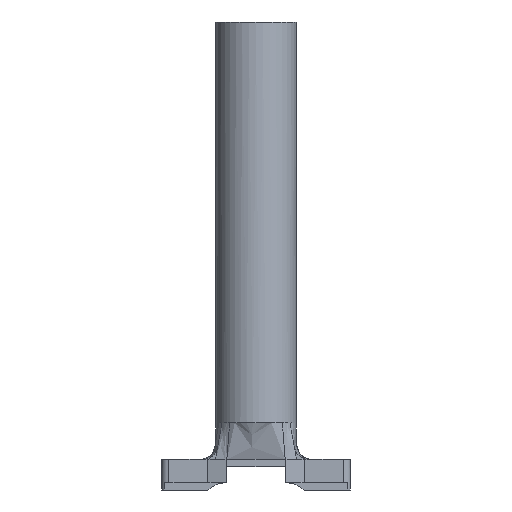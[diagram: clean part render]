
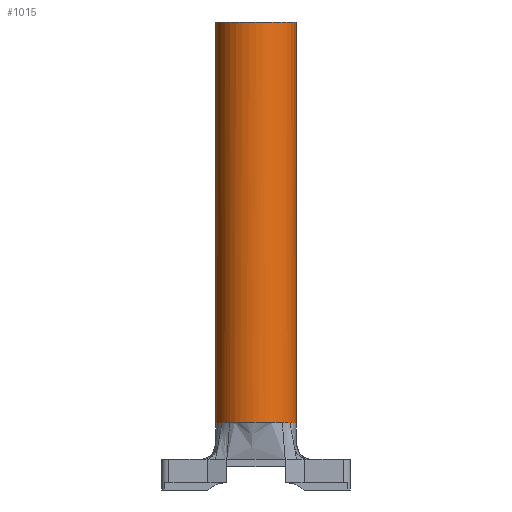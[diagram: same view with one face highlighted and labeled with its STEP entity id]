
A CAD part, front view. The second image highlights one B-rep face of the part: STEP entity #1015.
In plain terms, the highlighted cylindrical face has radius 5.556 mm (diameter 11.113 mm), a full revolution.
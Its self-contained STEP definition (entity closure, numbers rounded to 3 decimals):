
#113=FACE_OUTER_BOUND('',#171,.T.);
#171=EDGE_LOOP('',(#826,#827,#828,#829,#830,#831,#832,#833,#834,#835,#836,
#837,#838));
#263=LINE('',#1971,#355);
#355=VECTOR('',#1307,5.556);
#409=CIRCLE('',#1096,5.556);
#410=CIRCLE('',#1097,5.556);
#411=CIRCLE('',#1100,5.556);
#412=CIRCLE('',#1101,5.556);
#415=CIRCLE('',#1109,5.556);
#416=CIRCLE('',#1110,5.556);
#417=CIRCLE('',#1111,5.556);
#418=CIRCLE('',#1112,5.556);
#419=CIRCLE('',#1113,5.556);
#420=CIRCLE('',#1114,5.556);
#421=CIRCLE('',#1115,5.556);
#489=VERTEX_POINT('',#1801);
#490=VERTEX_POINT('',#1803);
#491=VERTEX_POINT('',#1805);
#497=VERTEX_POINT('',#1944);
#498=VERTEX_POINT('',#1946);
#499=VERTEX_POINT('',#1948);
#502=VERTEX_POINT('',#1969);
#503=VERTEX_POINT('',#1972);
#504=VERTEX_POINT('',#1974);
#505=VERTEX_POINT('',#1977);
#506=VERTEX_POINT('',#1979);
#606=EDGE_CURVE('',#489,#490,#409,.T.);
#607=EDGE_CURVE('',#490,#491,#410,.T.);
#619=EDGE_CURVE('',#497,#498,#411,.T.);
#620=EDGE_CURVE('',#498,#499,#412,.T.);
#630=EDGE_CURVE('',#502,#502,#415,.T.);
#631=EDGE_CURVE('',#502,#498,#263,.T.);
#632=EDGE_CURVE('',#503,#497,#416,.T.);
#633=EDGE_CURVE('',#504,#503,#417,.T.);
#634=EDGE_CURVE('',#491,#504,#418,.T.);
#635=EDGE_CURVE('',#505,#489,#419,.T.);
#636=EDGE_CURVE('',#506,#505,#420,.T.);
#637=EDGE_CURVE('',#499,#506,#421,.T.);
#826=ORIENTED_EDGE('',*,*,#630,.F.);
#827=ORIENTED_EDGE('',*,*,#631,.T.);
#828=ORIENTED_EDGE('',*,*,#619,.F.);
#829=ORIENTED_EDGE('',*,*,#632,.F.);
#830=ORIENTED_EDGE('',*,*,#633,.F.);
#831=ORIENTED_EDGE('',*,*,#634,.F.);
#832=ORIENTED_EDGE('',*,*,#607,.F.);
#833=ORIENTED_EDGE('',*,*,#606,.F.);
#834=ORIENTED_EDGE('',*,*,#635,.F.);
#835=ORIENTED_EDGE('',*,*,#636,.F.);
#836=ORIENTED_EDGE('',*,*,#637,.F.);
#837=ORIENTED_EDGE('',*,*,#620,.F.);
#838=ORIENTED_EDGE('',*,*,#631,.F.);
#983=CYLINDRICAL_SURFACE('',#1108,5.556);
#1015=ADVANCED_FACE('',(#113),#983,.T.);
#1096=AXIS2_PLACEMENT_3D('',#1804,#1268,#1269);
#1097=AXIS2_PLACEMENT_3D('',#1806,#1270,#1271);
#1100=AXIS2_PLACEMENT_3D('',#1947,#1281,#1282);
#1101=AXIS2_PLACEMENT_3D('',#1949,#1283,#1284);
#1108=AXIS2_PLACEMENT_3D('',#1968,#1303,#1304);
#1109=AXIS2_PLACEMENT_3D('',#1970,#1305,#1306);
#1110=AXIS2_PLACEMENT_3D('',#1973,#1308,#1309);
#1111=AXIS2_PLACEMENT_3D('',#1975,#1310,#1311);
#1112=AXIS2_PLACEMENT_3D('',#1976,#1312,#1313);
#1113=AXIS2_PLACEMENT_3D('',#1978,#1314,#1315);
#1114=AXIS2_PLACEMENT_3D('',#1980,#1316,#1317);
#1115=AXIS2_PLACEMENT_3D('',#1981,#1318,#1319);
#1268=DIRECTION('center_axis',(0.,0.,-1.));
#1269=DIRECTION('ref_axis',(1.,0.,0.));
#1270=DIRECTION('center_axis',(0.,0.,-1.));
#1271=DIRECTION('ref_axis',(1.,0.,0.));
#1281=DIRECTION('center_axis',(0.,0.,-1.));
#1282=DIRECTION('ref_axis',(1.,0.,0.));
#1283=DIRECTION('center_axis',(0.,0.,-1.));
#1284=DIRECTION('ref_axis',(1.,0.,0.));
#1303=DIRECTION('center_axis',(0.,0.,1.));
#1304=DIRECTION('ref_axis',(1.,0.,0.));
#1305=DIRECTION('center_axis',(0.,0.,1.));
#1306=DIRECTION('ref_axis',(1.,0.,0.));
#1307=DIRECTION('',(0.,0.,-1.));
#1308=DIRECTION('center_axis',(0.,0.,-1.));
#1309=DIRECTION('ref_axis',(1.,0.,0.));
#1310=DIRECTION('center_axis',(0.,0.,-1.));
#1311=DIRECTION('ref_axis',(1.,0.,0.));
#1312=DIRECTION('center_axis',(0.,0.,-1.));
#1313=DIRECTION('ref_axis',(1.,0.,0.));
#1314=DIRECTION('center_axis',(0.,0.,-1.));
#1315=DIRECTION('ref_axis',(1.,0.,0.));
#1316=DIRECTION('center_axis',(0.,0.,-1.));
#1317=DIRECTION('ref_axis',(1.,0.,0.));
#1318=DIRECTION('center_axis',(0.,0.,-1.));
#1319=DIRECTION('ref_axis',(1.,0.,0.));
#1801=CARTESIAN_POINT('',(4.647,3.045,9.2));
#1803=CARTESIAN_POINT('',(5.556,0.,9.2));
#1804=CARTESIAN_POINT('Origin',(0.,0.,9.2));
#1805=CARTESIAN_POINT('',(4.647,-3.045,9.2));
#1806=CARTESIAN_POINT('Origin',(0.,0.,9.2));
#1944=CARTESIAN_POINT('',(-4.647,-3.045,9.2));
#1946=CARTESIAN_POINT('',(-5.556,0.,9.2));
#1947=CARTESIAN_POINT('Origin',(0.,0.,9.2));
#1948=CARTESIAN_POINT('',(-4.647,3.045,9.2));
#1949=CARTESIAN_POINT('Origin',(0.,0.,9.2));
#1968=CARTESIAN_POINT('Origin',(0.,0.,9.2));
#1969=CARTESIAN_POINT('',(-5.556,0.,64.2));
#1970=CARTESIAN_POINT('Origin',(0.,0.,64.2));
#1971=CARTESIAN_POINT('',(-5.556,0.,9.2));
#1972=CARTESIAN_POINT('',(-3.613,-4.221,9.2));
#1973=CARTESIAN_POINT('Origin',(0.,0.,9.2));
#1974=CARTESIAN_POINT('',(3.613,-4.221,9.2));
#1975=CARTESIAN_POINT('Origin',(0.,0.,9.2));
#1976=CARTESIAN_POINT('Origin',(0.,0.,9.2));
#1977=CARTESIAN_POINT('',(3.613,4.221,9.2));
#1978=CARTESIAN_POINT('Origin',(0.,0.,9.2));
#1979=CARTESIAN_POINT('',(-3.613,4.221,9.2));
#1980=CARTESIAN_POINT('Origin',(0.,0.,9.2));
#1981=CARTESIAN_POINT('Origin',(0.,0.,9.2));
